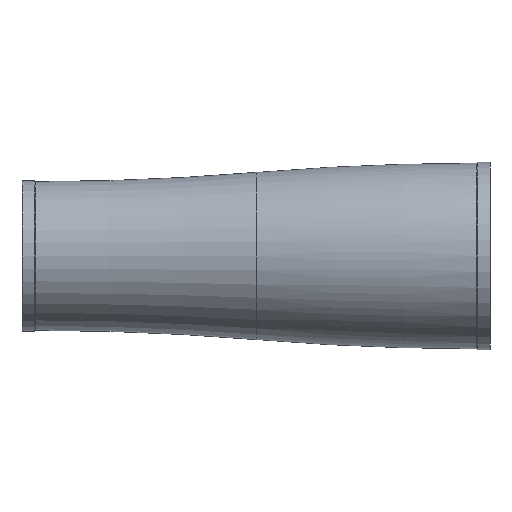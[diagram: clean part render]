
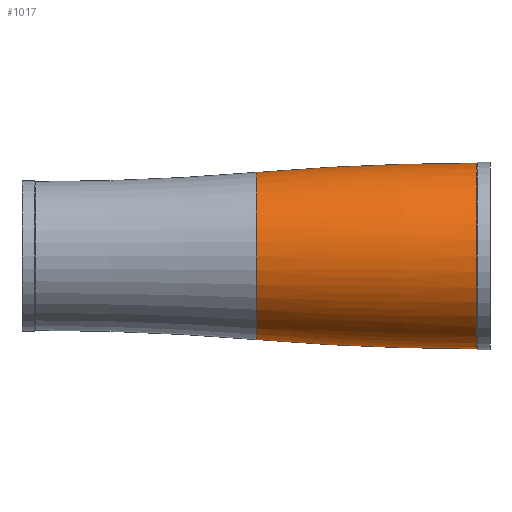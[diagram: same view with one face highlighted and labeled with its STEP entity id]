
A CAD part, front view. The second image highlights one B-rep face of the part: STEP entity #1017.
In plain terms, the highlighted toroidal (fillet/blend) face has major radius 765.625 mm and minor radius 793.375 mm.
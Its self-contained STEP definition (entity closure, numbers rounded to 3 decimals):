
#51 = CARTESIAN_POINT ( 'NONE',  ( -4., 0., -27.75 ) ) ;
#82 = CARTESIAN_POINT ( 'NONE',  ( -4., 0., -765.625 ) ) ;
#91 = DIRECTION ( 'NONE',  ( 0., 1., 0. ) ) ;
#98 = DIRECTION ( 'NONE',  ( 0., 0., 1. ) ) ;
#150 = EDGE_CURVE ( 'NONE', #1019, #942, #907, .T. ) ;
#180 = CARTESIAN_POINT ( 'NONE',  ( -70., 0., 0. ) ) ;
#291 = DIRECTION ( 'NONE',  ( 0., 0., -1. ) ) ;
#297 = CARTESIAN_POINT ( 'NONE',  ( -4., 0., 27.75 ) ) ;
#306 = ORIENTED_EDGE ( 'NONE', *, *, #1021, .T. ) ;
#317 = CARTESIAN_POINT ( 'NONE',  ( -4., 0., 0. ) ) ;
#332 = CIRCLE ( 'NONE', #380, 27.75 ) ;
#346 = CARTESIAN_POINT ( 'NONE',  ( -70., 0., 25. ) ) ;
#355 = DIRECTION ( 'NONE',  ( 1., 0., 0. ) ) ;
#375 = ORIENTED_EDGE ( 'NONE', *, *, #790, .T. ) ;
#380 = AXIS2_PLACEMENT_3D ( 'NONE', #530, #444, #555 ) ;
#444 = DIRECTION ( 'NONE',  ( 1., 0., 0. ) ) ;
#445 = ORIENTED_EDGE ( 'NONE', *, *, #735, .F. ) ;
#501 = AXIS2_PLACEMENT_3D ( 'NONE', #82, #91, #98 ) ;
#527 = CIRCLE ( 'NONE', #545, 793.375 ) ;
#530 = CARTESIAN_POINT ( 'NONE',  ( -4., 0., 0. ) ) ;
#545 = AXIS2_PLACEMENT_3D ( 'NONE', #736, #799, #711 ) ;
#555 = DIRECTION ( 'NONE',  ( 0., 0., -1. ) ) ;
#579 = AXIS2_PLACEMENT_3D ( 'NONE', #317, #355, #291 ) ;
#586 = AXIS2_PLACEMENT_3D ( 'NONE', #180, #813, #788 ) ;
#621 = EDGE_LOOP ( 'NONE', ( #624, #306, #375, #445 ) ) ;
#624 = ORIENTED_EDGE ( 'NONE', *, *, #150, .F. ) ;
#670 = CARTESIAN_POINT ( 'NONE',  ( -70., 0., -25. ) ) ;
#701 = VERTEX_POINT ( 'NONE', #51 ) ;
#711 = DIRECTION ( 'NONE',  ( 0., 0., -1. ) ) ;
#714 = CIRCLE ( 'NONE', #586, 25. ) ;
#735 = EDGE_CURVE ( 'NONE', #942, #701, #332, .T. ) ;
#736 = CARTESIAN_POINT ( 'NONE',  ( -4., 0., 765.625 ) ) ;
#788 = DIRECTION ( 'NONE',  ( 0., 0., -1. ) ) ;
#790 = EDGE_CURVE ( 'NONE', #801, #701, #527, .T. ) ;
#799 = DIRECTION ( 'NONE',  ( 0., -1., 0. ) ) ;
#801 = VERTEX_POINT ( 'NONE', #670 ) ;
#813 = DIRECTION ( 'NONE',  ( 1., 0., 0. ) ) ;
#836 = FACE_OUTER_BOUND ( 'NONE', #621, .T. ) ;
#871 = TOROIDAL_SURFACE ( 'NONE', #579, -765.625, 793.375 ) ;
#907 = CIRCLE ( 'NONE', #501, 793.375 ) ;
#942 = VERTEX_POINT ( 'NONE', #297 ) ;
#1017 = ADVANCED_FACE ( 'NONE', ( #836 ), #871, .T. ) ;
#1019 = VERTEX_POINT ( 'NONE', #346 ) ;
#1021 = EDGE_CURVE ( 'NONE', #1019, #801, #714, .T. ) ;
